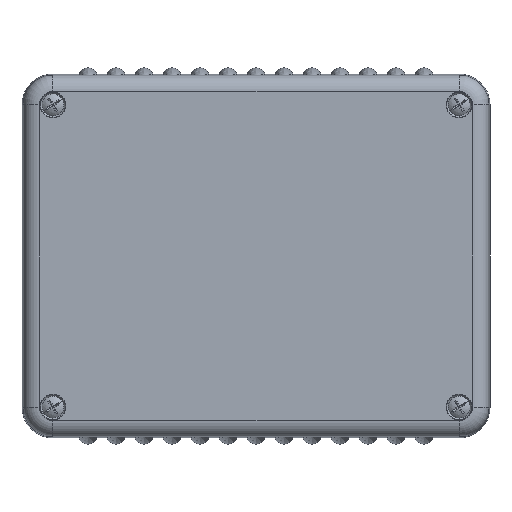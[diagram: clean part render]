
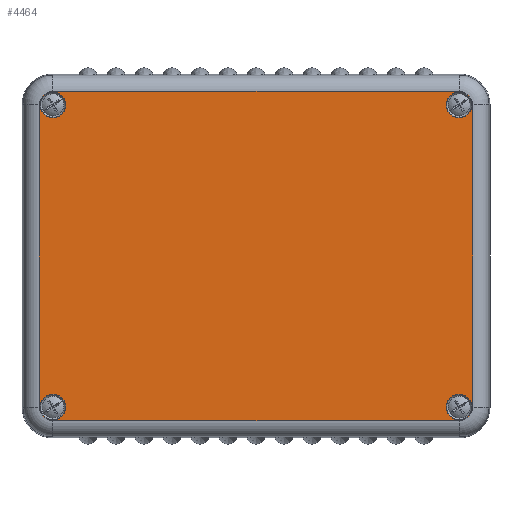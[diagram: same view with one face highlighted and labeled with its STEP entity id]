
A CAD part, front view. The second image highlights one B-rep face of the part: STEP entity #4464.
In plain terms, the highlighted planar face has unit normal (0, -1, 0).
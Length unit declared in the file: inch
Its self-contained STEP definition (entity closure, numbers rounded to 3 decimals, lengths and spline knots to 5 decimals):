
#586 = ORIENTED_EDGE ( 'NONE', *, *, #4526, .T. ) ;
#3114 = VERTEX_POINT ( 'NONE', #19346 ) ;
#3127 = VERTEX_POINT ( 'NONE', #19372 ) ;
#3129 = EDGE_CURVE ( 'NONE', #3127, #3114, #19367, .T. ) ;
#3153 = VERTEX_POINT ( 'NONE', #19431 ) ;
#3160 = VERTEX_POINT ( 'NONE', #19424 ) ;
#3162 = EDGE_CURVE ( 'NONE', #3163, #3160, #19473, .T. ) ;
#3163 = VERTEX_POINT ( 'NONE', #19479 ) ;
#3190 = VERTEX_POINT ( 'NONE', #19541 ) ;
#3191 = VERTEX_POINT ( 'NONE', #19540 ) ;
#3200 = VERTEX_POINT ( 'NONE', #19524 ) ;
#3201 = EDGE_CURVE ( 'NONE', #3200, #3153, #19512, .T. ) ;
#3269 = EDGE_CURVE ( 'NONE', #3191, #3190, #19655, .T. ) ;
#3695 = DIRECTION ( 'NONE',  ( 0., 0., -1. ) ) ;
#3754 = CARTESIAN_POINT ( 'NONE',  ( -1.958, -0.62, 1.457 ) ) ;
#3756 = AXIS2_PLACEMENT_3D ( 'NONE', #3754, #3822, #3695 ) ;
#3822 = DIRECTION ( 'NONE',  ( 0., 1., 0. ) ) ;
#3823 = CIRCLE ( 'NONE', #3756, 0.124 ) ;
#4305 = EDGE_LOOP ( 'NONE', ( #4457, #4311 ) ) ;
#4306 = EDGE_CURVE ( 'NONE', #3114, #3127, #20111, .T. ) ;
#4307 = EDGE_CURVE ( 'NONE', #3160, #3163, #3823, .T. ) ;
#4309 = EDGE_CURVE ( 'NONE', #3153, #3200, #20317, .T. ) ;
#4311 = ORIENTED_EDGE ( 'NONE', *, *, #4309, .T. ) ;
#4313 = ORIENTED_EDGE ( 'NONE', *, *, #4307, .T. ) ;
#4315 = ORIENTED_EDGE ( 'NONE', *, *, #4306, .F. ) ;
#4329 = EDGE_LOOP ( 'NONE', ( #4465, #4313 ) ) ;
#4386 = EDGE_CURVE ( 'NONE', #4439, #4425, #4806, .T. ) ;
#4391 = EDGE_CURVE ( 'NONE', #4425, #4410, #4627, .T. ) ;
#4396 = ORIENTED_EDGE ( 'NONE', *, *, #4391, .T. ) ;
#4410 = VERTEX_POINT ( 'NONE', #4777 ) ;
#4412 = VERTEX_POINT ( 'NONE', #4767 ) ;
#4414 = VERTEX_POINT ( 'NONE', #4897 ) ;
#4416 = VERTEX_POINT ( 'NONE', #4907 ) ;
#4418 = ORIENTED_EDGE ( 'NONE', *, *, #4421, .T. ) ;
#4420 = ORIENTED_EDGE ( 'NONE', *, *, #4423, .T. ) ;
#4421 = EDGE_CURVE ( 'NONE', #4412, #4426, #4895, .T. ) ;
#4423 = EDGE_CURVE ( 'NONE', #4416, #4412, #4752, .T. ) ;
#4424 = VERTEX_POINT ( 'NONE', #4882 ) ;
#4425 = VERTEX_POINT ( 'NONE', #4893 ) ;
#4426 = VERTEX_POINT ( 'NONE', #4879 ) ;
#4428 = ORIENTED_EDGE ( 'NONE', *, *, #4430, .T. ) ;
#4430 = EDGE_CURVE ( 'NONE', #4426, #4424, #4866, .T. ) ;
#4432 = ORIENTED_EDGE ( 'NONE', *, *, #4386, .T. ) ;
#4434 = ORIENTED_EDGE ( 'NONE', *, *, #4436, .T. ) ;
#4436 = EDGE_CURVE ( 'NONE', #4424, #4414, #4845, .T. ) ;
#4439 = VERTEX_POINT ( 'NONE', #4847 ) ;
#4441 = EDGE_CURVE ( 'NONE', #3190, #3191, #4849, .T. ) ;
#4444 = EDGE_LOOP ( 'NONE', ( #4446, #4448 ) ) ;
#4446 = ORIENTED_EDGE ( 'NONE', *, *, #4441, .F. ) ;
#4448 = ORIENTED_EDGE ( 'NONE', *, *, #3269, .F. ) ;
#4451 = EDGE_LOOP ( 'NONE', ( #4455, #4420, #4418, #4428, #4434, #586, #4432, #4396 ) ) ;
#4453 = EDGE_CURVE ( 'NONE', #4410, #4416, #4971, .T. ) ;
#4455 = ORIENTED_EDGE ( 'NONE', *, *, #4453, .T. ) ;
#4457 = ORIENTED_EDGE ( 'NONE', *, *, #3201, .T. ) ;
#4459 = EDGE_LOOP ( 'NONE', ( #4315, #4466 ) ) ;
#4464 = ADVANCED_FACE ( 'NONE', ( #4984, #4870, #4982, #4835, #4973 ), #4851, .T. ) ;
#4465 = ORIENTED_EDGE ( 'NONE', *, *, #3162, .T. ) ;
#4466 = ORIENTED_EDGE ( 'NONE', *, *, #3129, .F. ) ;
#4526 = EDGE_CURVE ( 'NONE', #4414, #4439, #5113, .T. ) ;
#4627 = CIRCLE ( 'NONE', #4699, 0.12877 ) ;
#4698 = CARTESIAN_POINT ( 'NONE',  ( -1.96, -0.62, 1.458 ) ) ;
#4699 = AXIS2_PLACEMENT_3D ( 'NONE', #4799, #4773, #4771 ) ;
#4752 = CIRCLE ( 'NONE', #4769, 0.12877 ) ;
#4767 = CARTESIAN_POINT ( 'NONE',  ( -2.08877, -0.62, 1.458 ) ) ;
#4769 = AXIS2_PLACEMENT_3D ( 'NONE', #4698, #4874, #4873 ) ;
#4771 = DIRECTION ( 'NONE',  ( 0., 0., -1. ) ) ;
#4773 = DIRECTION ( 'NONE',  ( 0., -1., 0. ) ) ;
#4777 = CARTESIAN_POINT ( 'NONE',  ( 1.96, -0.62, 1.58677 ) ) ;
#4799 = CARTESIAN_POINT ( 'NONE',  ( 1.96, -0.62, 1.458 ) ) ;
#4802 = DIRECTION ( 'NONE',  ( 0., 0., 1. ) ) ;
#4804 = VECTOR ( 'NONE', #4802, 39.37008 ) ;
#4805 = CARTESIAN_POINT ( 'NONE',  ( 2.08877, -0.62, -1.458 ) ) ;
#4806 = LINE ( 'NONE', #4805, #4804 ) ;
#4835 = FACE_BOUND ( 'NONE', #4444, .T. ) ;
#4837 = AXIS2_PLACEMENT_3D ( 'NONE', #4888, #4980, #4978 ) ;
#4840 = DIRECTION ( 'NONE',  ( 1., 0., 0. ) ) ;
#4841 = VECTOR ( 'NONE', #4840, 39.37008 ) ;
#4843 = CARTESIAN_POINT ( 'NONE',  ( -1.96, -0.62, -1.58677 ) ) ;
#4845 = LINE ( 'NONE', #4843, #4841 ) ;
#4847 = CARTESIAN_POINT ( 'NONE',  ( 2.08877, -0.62, -1.458 ) ) ;
#4849 = CIRCLE ( 'NONE', #4837, 0.124 ) ;
#4851 = PLANE ( 'NONE',  #4963 ) ;
#4853 = DIRECTION ( 'NONE',  ( 0., 0., -1. ) ) ;
#4854 = DIRECTION ( 'NONE',  ( 0., -1., 0. ) ) ;
#4856 = CARTESIAN_POINT ( 'NONE',  ( -1.96, -0.62, -1.458 ) ) ;
#4857 = AXIS2_PLACEMENT_3D ( 'NONE', #4856, #4854, #4853 ) ;
#4860 = DIRECTION ( 'NONE',  ( 0., 0., -1. ) ) ;
#4861 = DIRECTION ( 'NONE',  ( 0., -1., 0. ) ) ;
#4866 = CIRCLE ( 'NONE', #4857, 0.12877 ) ;
#4870 = FACE_BOUND ( 'NONE', #4329, .T. ) ;
#4873 = DIRECTION ( 'NONE',  ( 0., 0., -1. ) ) ;
#4874 = DIRECTION ( 'NONE',  ( 0., -1., 0. ) ) ;
#4876 = CARTESIAN_POINT ( 'NONE',  ( -1.96, -0.62, -1.458 ) ) ;
#4879 = CARTESIAN_POINT ( 'NONE',  ( -2.08877, -0.62, -1.458 ) ) ;
#4882 = CARTESIAN_POINT ( 'NONE',  ( -1.96, -0.62, -1.58677 ) ) ;
#4884 = DIRECTION ( 'NONE',  ( 0., 0., -1. ) ) ;
#4886 = VECTOR ( 'NONE', #4884, 39.37008 ) ;
#4888 = CARTESIAN_POINT ( 'NONE',  ( 1.958, -0.62, 1.457 ) ) ;
#4893 = CARTESIAN_POINT ( 'NONE',  ( 2.08877, -0.62, 1.458 ) ) ;
#4894 = CARTESIAN_POINT ( 'NONE',  ( -2.08877, -0.62, -1.458 ) ) ;
#4895 = LINE ( 'NONE', #4894, #4886 ) ;
#4897 = CARTESIAN_POINT ( 'NONE',  ( 1.96, -0.62, -1.58677 ) ) ;
#4907 = CARTESIAN_POINT ( 'NONE',  ( -1.96, -0.62, 1.58677 ) ) ;
#4963 = AXIS2_PLACEMENT_3D ( 'NONE', #4876, #4861, #4860 ) ;
#4966 = DIRECTION ( 'NONE',  ( -1., 0., 0. ) ) ;
#4968 = VECTOR ( 'NONE', #4966, 39.37008 ) ;
#4970 = CARTESIAN_POINT ( 'NONE',  ( -1.96, -0.62, 1.58677 ) ) ;
#4971 = LINE ( 'NONE', #4970, #4968 ) ;
#4973 = FACE_OUTER_BOUND ( 'NONE', #4451, .T. ) ;
#4978 = DIRECTION ( 'NONE',  ( 0., 0., -1. ) ) ;
#4980 = DIRECTION ( 'NONE',  ( 0., -1., 0. ) ) ;
#4982 = FACE_BOUND ( 'NONE', #4305, .T. ) ;
#4984 = FACE_BOUND ( 'NONE', #4459, .T. ) ;
#5097 = DIRECTION ( 'NONE',  ( 0., 0., -1. ) ) ;
#5099 = DIRECTION ( 'NONE',  ( 0., -1., 0. ) ) ;
#5101 = CARTESIAN_POINT ( 'NONE',  ( 1.96, -0.62, -1.458 ) ) ;
#5102 = AXIS2_PLACEMENT_3D ( 'NONE', #5101, #5099, #5097 ) ;
#5113 = CIRCLE ( 'NONE', #5102, 0.12877 ) ;
#19346 = CARTESIAN_POINT ( 'NONE',  ( -1.958, -0.62, -1.333 ) ) ;
#19363 = DIRECTION ( 'NONE',  ( 0., 0., 1. ) ) ;
#19364 = DIRECTION ( 'NONE',  ( 0., -1., 0. ) ) ;
#19365 = CARTESIAN_POINT ( 'NONE',  ( -1.958, -0.62, -1.457 ) ) ;
#19366 = AXIS2_PLACEMENT_3D ( 'NONE', #19365, #19364, #19363 ) ;
#19367 = CIRCLE ( 'NONE', #19366, 0.124 ) ;
#19372 = CARTESIAN_POINT ( 'NONE',  ( -1.958, -0.62, -1.581 ) ) ;
#19424 = CARTESIAN_POINT ( 'NONE',  ( -1.958, -0.62, 1.581 ) ) ;
#19431 = CARTESIAN_POINT ( 'NONE',  ( 1.958, -0.62, -1.581 ) ) ;
#19469 = DIRECTION ( 'NONE',  ( 0., 0., -1. ) ) ;
#19470 = DIRECTION ( 'NONE',  ( 0., 1., 0. ) ) ;
#19471 = CARTESIAN_POINT ( 'NONE',  ( -1.958, -0.62, 1.457 ) ) ;
#19472 = AXIS2_PLACEMENT_3D ( 'NONE', #19471, #19470, #19469 ) ;
#19473 = CIRCLE ( 'NONE', #19472, 0.124 ) ;
#19479 = CARTESIAN_POINT ( 'NONE',  ( -1.958, -0.62, 1.333 ) ) ;
#19512 = CIRCLE ( 'NONE', #19521, 0.124 ) ;
#19519 = DIRECTION ( 'NONE',  ( 0., 1., 0. ) ) ;
#19520 = CARTESIAN_POINT ( 'NONE',  ( 1.958, -0.62, -1.457 ) ) ;
#19521 = AXIS2_PLACEMENT_3D ( 'NONE', #19520, #19519, #19576 ) ;
#19524 = CARTESIAN_POINT ( 'NONE',  ( 1.958, -0.62, -1.333 ) ) ;
#19540 = CARTESIAN_POINT ( 'NONE',  ( 1.958, -0.62, 1.581 ) ) ;
#19541 = CARTESIAN_POINT ( 'NONE',  ( 1.958, -0.62, 1.333 ) ) ;
#19576 = DIRECTION ( 'NONE',  ( 0., 0., 1. ) ) ;
#19636 = DIRECTION ( 'NONE',  ( 0., 0., -1. ) ) ;
#19637 = DIRECTION ( 'NONE',  ( 0., -1., 0. ) ) ;
#19646 = AXIS2_PLACEMENT_3D ( 'NONE', #19659, #19637, #19636 ) ;
#19655 = CIRCLE ( 'NONE', #19646, 0.124 ) ;
#19659 = CARTESIAN_POINT ( 'NONE',  ( 1.958, -0.62, 1.457 ) ) ;
#20058 = CARTESIAN_POINT ( 'NONE',  ( -1.958, -0.62, -1.457 ) ) ;
#20090 = DIRECTION ( 'NONE',  ( 0., 0., 1. ) ) ;
#20100 = DIRECTION ( 'NONE',  ( 0., -1., 0. ) ) ;
#20111 = CIRCLE ( 'NONE', #20116, 0.124 ) ;
#20116 = AXIS2_PLACEMENT_3D ( 'NONE', #20058, #20100, #20090 ) ;
#20307 = DIRECTION ( 'NONE',  ( 0., 0., 1. ) ) ;
#20308 = DIRECTION ( 'NONE',  ( 0., 1., 0. ) ) ;
#20317 = CIRCLE ( 'NONE', #20322, 0.124 ) ;
#20321 = CARTESIAN_POINT ( 'NONE',  ( 1.958, -0.62, -1.457 ) ) ;
#20322 = AXIS2_PLACEMENT_3D ( 'NONE', #20321, #20308, #20307 ) ;
